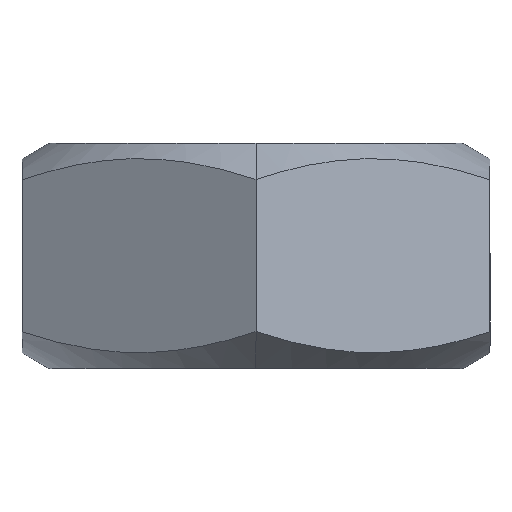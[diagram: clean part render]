
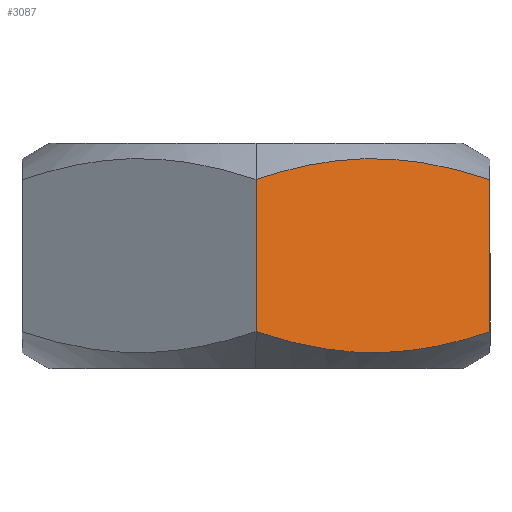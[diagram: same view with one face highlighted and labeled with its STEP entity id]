
A CAD part, top view. The second image highlights one B-rep face of the part: STEP entity #3087.
In plain terms, the highlighted planar face has unit normal (0.5, 0, 0.866).
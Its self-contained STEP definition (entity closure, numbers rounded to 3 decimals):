
#18 = CARTESIAN_POINT ( 'NONE',  ( 3.43, -4.22, 10.02 ) ) ;
#175 = PLANE ( 'NONE',  #2609 ) ;
#209 = DIRECTION ( 'NONE',  ( -0.866, 0., 0.5 ) ) ;
#276 = CARTESIAN_POINT ( 'NONE',  ( 1.706, 3.898, 11.015 ) ) ;
#316 = VERTEX_POINT ( 'NONE', #2839 ) ;
#323 = DIRECTION ( 'NONE',  ( 0., -1., 0. ) ) ;
#433 = DIRECTION ( 'NONE',  ( -0.5, 0., -0.866 ) ) ;
#438 = CARTESIAN_POINT ( 'NONE',  ( 9.544, 3.664, 6.49 ) ) ;
#455 = CARTESIAN_POINT ( 'NONE',  ( 4.32, 4.288, 9.506 ) ) ;
#472 = CARTESIAN_POINT ( 'NONE',  ( 5.628, -4.309, 8.751 ) ) ;
#488 = CARTESIAN_POINT ( 'NONE',  ( 4.303, -4.308, 9.516 ) ) ;
#634 = B_SPLINE_CURVE_WITH_KNOTS ( 'NONE', 3,
 ( #1929, #438, #1438, #2444, #1700, #2700, #455, #1453, #1210, #276, #1732, #3043 ),
 .UNSPECIFIED., .F., .F.,
 ( 4, 2, 2, 2, 2, 4 ),
 ( 0., 0.003, 0.006, 0.008, 0.009, 0.012 ),
 .UNSPECIFIED. ) ;
#860 = CARTESIAN_POINT ( 'NONE',  ( 10.392, 5., 6. ) ) ;
#941 = FACE_OUTER_BOUND ( 'NONE', #1186, .T. ) ;
#1130 = EDGE_CURVE ( 'NONE', #1479, #316, #1897, .T. ) ;
#1133 = CARTESIAN_POINT ( 'NONE',  ( 10.392, 3.381, 6. ) ) ;
#1186 = EDGE_LOOP ( 'NONE', ( #2051, #1872, #2801, #2401 ) ) ;
#1210 = CARTESIAN_POINT ( 'NONE',  ( 3.006, 4.14, 10.264 ) ) ;
#1438 = CARTESIAN_POINT ( 'NONE',  ( 8.689, 3.897, 6.983 ) ) ;
#1453 = CARTESIAN_POINT ( 'NONE',  ( 3.442, 4.203, 10.012 ) ) ;
#1479 = VERTEX_POINT ( 'NONE', #2360 ) ;
#1490 = CARTESIAN_POINT ( 'NONE',  ( 10.392, -3.381, 6. ) ) ;
#1583 = LINE ( 'NONE', #860, #2816 ) ;
#1700 = CARTESIAN_POINT ( 'NONE',  ( 6.09, 4.308, 8.484 ) ) ;
#1732 = CARTESIAN_POINT ( 'NONE',  ( 0.849, 3.664, 11.51 ) ) ;
#1734 = CARTESIAN_POINT ( 'NONE',  ( 6.072, -4.288, 8.494 ) ) ;
#1872 = ORIENTED_EDGE ( 'NONE', *, *, #1130, .T. ) ;
#1897 = B_SPLINE_CURVE_WITH_KNOTS ( 'NONE', 3,
 ( #1978, #2265, #2737, #18, #488, #472, #1734, #2978, #2014, #2282, #2247, #1490 ),
 .UNSPECIFIED., .F., .F.,
 ( 4, 2, 2, 2, 2, 4 ),
 ( 0., 0.003, 0.006, 0.008, 0.009, 0.012 ),
 .UNSPECIFIED. ) ;
#1929 = CARTESIAN_POINT ( 'NONE',  ( 10.392, 3.381, 6. ) ) ;
#1978 = CARTESIAN_POINT ( 'NONE',  ( 0., -3.381, 12. ) ) ;
#2014 = CARTESIAN_POINT ( 'NONE',  ( 7.386, -4.14, 7.736 ) ) ;
#2032 = VECTOR ( 'NONE', #3019, 1000. ) ;
#2051 = ORIENTED_EDGE ( 'NONE', *, *, #3211, .T. ) ;
#2170 = VERTEX_POINT ( 'NONE', #1133 ) ;
#2247 = CARTESIAN_POINT ( 'NONE',  ( 9.543, -3.664, 6.49 ) ) ;
#2256 = CARTESIAN_POINT ( 'NONE',  ( 0., 5., 12. ) ) ;
#2265 = CARTESIAN_POINT ( 'NONE',  ( 0.848, -3.664, 11.51 ) ) ;
#2282 = CARTESIAN_POINT ( 'NONE',  ( 8.686, -3.898, 6.985 ) ) ;
#2360 = CARTESIAN_POINT ( 'NONE',  ( 0., -3.381, 12. ) ) ;
#2401 = ORIENTED_EDGE ( 'NONE', *, *, #2534, .T. ) ;
#2439 = CARTESIAN_POINT ( 'NONE',  ( 0., 5., 12. ) ) ;
#2444 = CARTESIAN_POINT ( 'NONE',  ( 6.962, 4.22, 7.98 ) ) ;
#2534 = EDGE_CURVE ( 'NONE', #2170, #2948, #634, .T. ) ;
#2609 = AXIS2_PLACEMENT_3D ( 'NONE', #2439, #433, #209 ) ;
#2700 = CARTESIAN_POINT ( 'NONE',  ( 4.764, 4.309, 9.249 ) ) ;
#2737 = CARTESIAN_POINT ( 'NONE',  ( 1.703, -3.897, 11.017 ) ) ;
#2801 = ORIENTED_EDGE ( 'NONE', *, *, #2882, .F. ) ;
#2816 = VECTOR ( 'NONE', #323, 1000. ) ;
#2824 = CARTESIAN_POINT ( 'NONE',  ( 0., 3.381, 12. ) ) ;
#2839 = CARTESIAN_POINT ( 'NONE',  ( 10.392, -3.381, 6. ) ) ;
#2882 = EDGE_CURVE ( 'NONE', #2170, #316, #1583, .T. ) ;
#2948 = VERTEX_POINT ( 'NONE', #2824 ) ;
#2978 = CARTESIAN_POINT ( 'NONE',  ( 6.95, -4.203, 7.988 ) ) ;
#3019 = DIRECTION ( 'NONE',  ( 0., -1., 0. ) ) ;
#3037 = LINE ( 'NONE', #2256, #2032 ) ;
#3043 = CARTESIAN_POINT ( 'NONE',  ( 0., 3.381, 12. ) ) ;
#3087 = ADVANCED_FACE ( 'NONE', ( #941 ), #175, .F. ) ;
#3211 = EDGE_CURVE ( 'NONE', #2948, #1479, #3037, .T. ) ;
